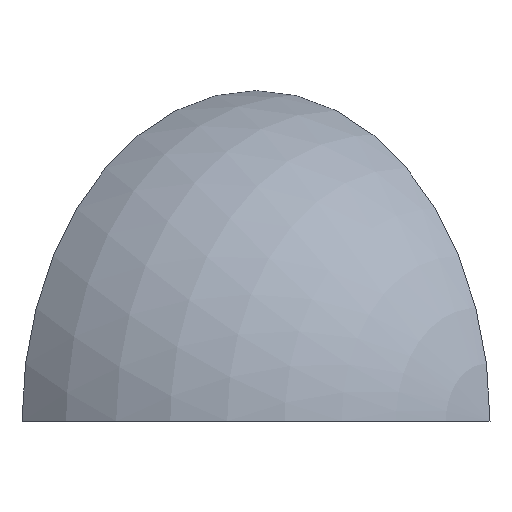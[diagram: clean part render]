
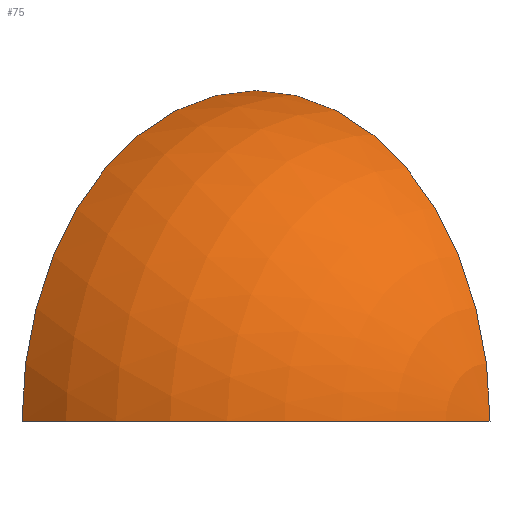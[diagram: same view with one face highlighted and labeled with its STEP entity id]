
A CAD part, top view. The second image highlights one B-rep face of the part: STEP entity #75.
In plain terms, the highlighted spherical face has radius 54.229 mm.
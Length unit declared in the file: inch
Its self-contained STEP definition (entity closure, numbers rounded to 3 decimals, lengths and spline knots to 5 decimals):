
#3 = VERTEX_POINT ( 'NONE', #206 ) ;
#5 = AXIS2_PLACEMENT_3D ( 'NONE', #83, #196, #8 ) ;
#8 = DIRECTION ( 'NONE',  ( 0.707, 0., 0.707 ) ) ;
#9 = CARTESIAN_POINT ( 'NONE',  ( 0., -1.41421, -1.41421 ) ) ;
#10 = AXIS2_PLACEMENT_3D ( 'NONE', #15, #151, #27 ) ;
#11 = DIRECTION ( 'NONE',  ( 0.707, 0., 0.707 ) ) ;
#15 = CARTESIAN_POINT ( 'NONE',  ( 0., -1.41421, -1.41421 ) ) ;
#23 = EDGE_CURVE ( 'NONE', #59, #200, #183, .T. ) ;
#27 = DIRECTION ( 'NONE',  ( 0., 0., 1. ) ) ;
#40 = ORIENTED_EDGE ( 'NONE', *, *, #179, .T. ) ;
#44 = ORIENTED_EDGE ( 'NONE', *, *, #23, .T. ) ;
#59 = VERTEX_POINT ( 'NONE', #110 ) ;
#68 = DIRECTION ( 'NONE',  ( -0.707, 0., 0.707 ) ) ;
#71 = CARTESIAN_POINT ( 'NONE',  ( 0., -1.41421, -1.41421 ) ) ;
#75 = ADVANCED_FACE ( 'NONE', ( #176 ), #167, .T. ) ;
#82 = ORIENTED_EDGE ( 'NONE', *, *, #107, .F. ) ;
#83 = CARTESIAN_POINT ( 'NONE',  ( 0., -1.41421, -1.41421 ) ) ;
#95 = AXIS2_PLACEMENT_3D ( 'NONE', #71, #109, #189 ) ;
#106 = AXIS2_PLACEMENT_3D ( 'NONE', #9, #11, #68 ) ;
#107 = EDGE_CURVE ( 'NONE', #59, #3, #129, .T. ) ;
#109 = DIRECTION ( 'NONE',  ( 0.707, 0., 0.707 ) ) ;
#110 = CARTESIAN_POINT ( 'NONE',  ( 0., 0.72079, -1.41421 ) ) ;
#129 = CIRCLE ( 'NONE', #5, 2.135 ) ;
#151 = DIRECTION ( 'NONE',  ( 0., 1., 0. ) ) ;
#167 = SPHERICAL_SURFACE ( 'NONE', #106, 2.135 ) ;
#176 = FACE_OUTER_BOUND ( 'NONE', #185, .T. ) ;
#179 = EDGE_CURVE ( 'NONE', #200, #3, #195, .T. ) ;
#183 = CIRCLE ( 'NONE', #95, 2.135 ) ;
#185 = EDGE_LOOP ( 'NONE', ( #82, #44, #40 ) ) ;
#189 = DIRECTION ( 'NONE',  ( -0.707, 0., 0.707 ) ) ;
#195 = CIRCLE ( 'NONE', #10, 2.135 ) ;
#196 = DIRECTION ( 'NONE',  ( 0.707, 0., -0.707 ) ) ;
#200 = VERTEX_POINT ( 'NONE', #211 ) ;
#206 = CARTESIAN_POINT ( 'NONE',  ( 1.50967, -1.41421, 0.09546 ) ) ;
#211 = CARTESIAN_POINT ( 'NONE',  ( -1.50967, -1.41421, 0.09546 ) ) ;
